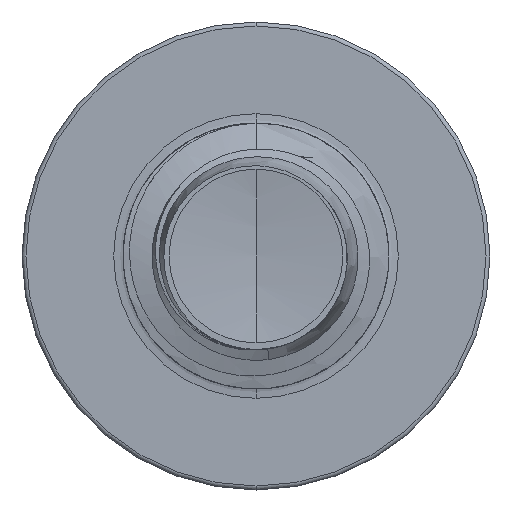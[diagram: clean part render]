
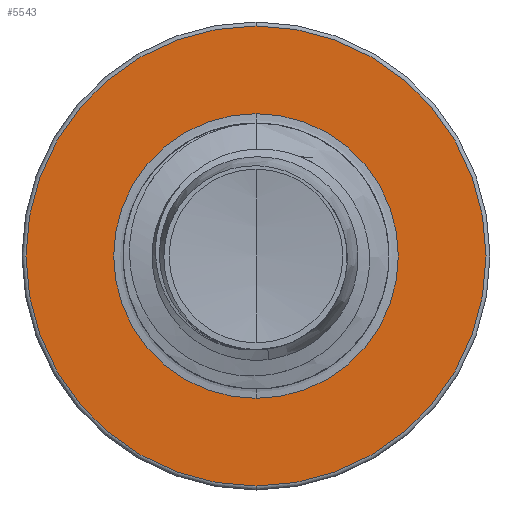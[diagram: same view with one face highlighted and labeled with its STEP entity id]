
A CAD part, front view. The second image highlights one B-rep face of the part: STEP entity #5543.
In plain terms, the highlighted planar face has unit normal (0, -1, 0).
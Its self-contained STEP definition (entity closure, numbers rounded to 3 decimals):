
#168 = CIRCLE ( 'NONE', #1715, 2.677 ) ;
#631 = AXIS2_PLACEMENT_3D ( 'NONE', #4947, #24756, #8136 ) ;
#1369 = DIRECTION ( 'NONE',  ( 0., 0., 1. ) ) ;
#1672 = CIRCLE ( 'NONE', #631, 2.677 ) ;
#1715 = AXIS2_PLACEMENT_3D ( 'NONE', #12672, #30301, #15628 ) ;
#4545 = DIRECTION ( 'NONE',  ( 0., 1., 0. ) ) ;
#4947 = CARTESIAN_POINT ( 'NONE',  ( 0., 17.5, 0. ) ) ;
#5543 = ADVANCED_FACE ( 'NONE', ( #10142, #30593 ), #33656, .F. ) ;
#5972 = CARTESIAN_POINT ( 'NONE',  ( 0., 17.5, 0. ) ) ;
#6603 = ORIENTED_EDGE ( 'NONE', *, *, #30778, .T. ) ;
#6927 = ORIENTED_EDGE ( 'NONE', *, *, #23906, .T. ) ;
#8136 = DIRECTION ( 'NONE',  ( 0., 0., 1. ) ) ;
#9109 = DIRECTION ( 'NONE',  ( 0., 0., 1. ) ) ;
#10142 = FACE_OUTER_BOUND ( 'NONE', #26186, .T. ) ;
#12672 = CARTESIAN_POINT ( 'NONE',  ( 0., 17.5, 0. ) ) ;
#14448 = CARTESIAN_POINT ( 'NONE',  ( 0., 17.5, 4.325 ) ) ;
#14762 = CIRCLE ( 'NONE', #34386, 4.325 ) ;
#15628 = DIRECTION ( 'NONE',  ( 0., 0., 1. ) ) ;
#17475 = ORIENTED_EDGE ( 'NONE', *, *, #20661, .F. ) ;
#17981 = ORIENTED_EDGE ( 'NONE', *, *, #19366, .F. ) ;
#18050 = VERTEX_POINT ( 'NONE', #29193 ) ;
#18366 = VERTEX_POINT ( 'NONE', #32196 ) ;
#19366 = EDGE_CURVE ( 'NONE', #29319, #18050, #14762, .T. ) ;
#19583 = DIRECTION ( 'NONE',  ( 0., 1., 0. ) ) ;
#20661 = EDGE_CURVE ( 'NONE', #18050, #29319, #25381, .T. ) ;
#20713 = EDGE_LOOP ( 'NONE', ( #6927, #6603 ) ) ;
#21424 = VERTEX_POINT ( 'NONE', #25503 ) ;
#22091 = CARTESIAN_POINT ( 'NONE',  ( 0., 17.5, 0. ) ) ;
#23906 = EDGE_CURVE ( 'NONE', #21424, #18366, #168, .T. ) ;
#24456 = AXIS2_PLACEMENT_3D ( 'NONE', #22091, #4545, #24485 ) ;
#24485 = DIRECTION ( 'NONE',  ( 0., 0., 1. ) ) ;
#24756 = DIRECTION ( 'NONE',  ( 0., 1., 0. ) ) ;
#25381 = CIRCLE ( 'NONE', #24456, 4.325 ) ;
#25441 = DIRECTION ( 'NONE',  ( 0., 1., 0. ) ) ;
#25503 = CARTESIAN_POINT ( 'NONE',  ( 0., 17.5, 2.677 ) ) ;
#26186 = EDGE_LOOP ( 'NONE', ( #17981, #17475 ) ) ;
#28057 = AXIS2_PLACEMENT_3D ( 'NONE', #28680, #19583, #1369 ) ;
#28680 = CARTESIAN_POINT ( 'NONE',  ( 0., 17.5, -2.677 ) ) ;
#29193 = CARTESIAN_POINT ( 'NONE',  ( 0., 17.5, -4.325 ) ) ;
#29319 = VERTEX_POINT ( 'NONE', #14448 ) ;
#30301 = DIRECTION ( 'NONE',  ( 0., 1., 0. ) ) ;
#30593 = FACE_BOUND ( 'NONE', #20713, .T. ) ;
#30778 = EDGE_CURVE ( 'NONE', #18366, #21424, #1672, .T. ) ;
#32196 = CARTESIAN_POINT ( 'NONE',  ( 0., 17.5, -2.677 ) ) ;
#33656 = PLANE ( 'NONE',  #28057 ) ;
#34386 = AXIS2_PLACEMENT_3D ( 'NONE', #5972, #25441, #9109 ) ;
